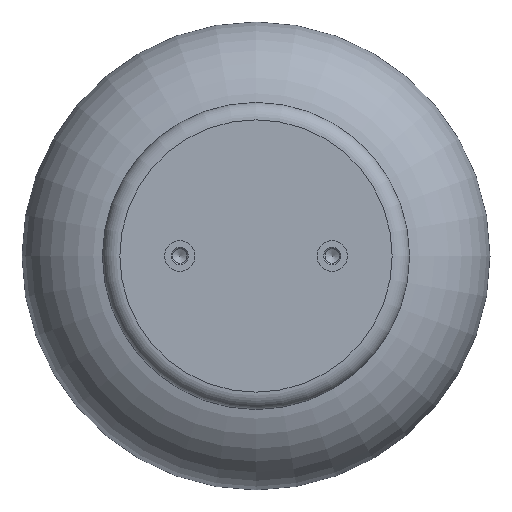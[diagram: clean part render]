
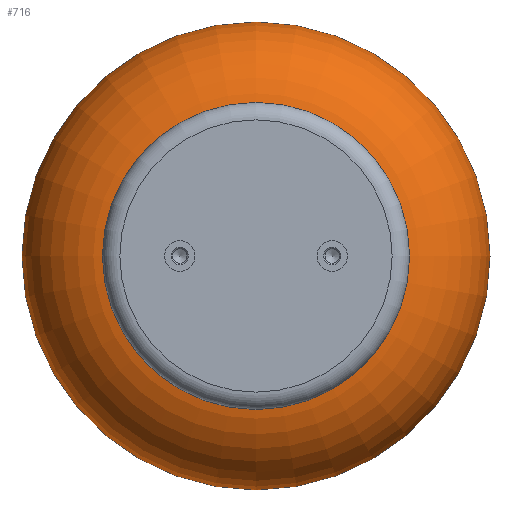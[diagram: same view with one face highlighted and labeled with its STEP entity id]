
A CAD part, front view. The second image highlights one B-rep face of the part: STEP entity #716.
In plain terms, the highlighted toroidal (fillet/blend) face has major radius 61 mm and minor radius 46.5 mm.
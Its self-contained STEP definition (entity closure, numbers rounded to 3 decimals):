
#48=TOROIDAL_SURFACE('',#775,61.,46.5);
#74=ORIENTED_EDGE('',*,*,#141,.T.);
#75=ORIENTED_EDGE('',*,*,#142,.F.);
#141=EDGE_CURVE('',#180,#180,#223,.T.);
#142=EDGE_CURVE('',#181,#181,#224,.T.);
#180=VERTEX_POINT('',#1028);
#181=VERTEX_POINT('',#1031);
#223=CIRCLE('',#774,61.);
#224=CIRCLE('',#776,61.);
#273=EDGE_LOOP('',(#74));
#274=EDGE_LOOP('',(#75));
#351=FACE_BOUND('',#273,.T.);
#352=FACE_BOUND('',#274,.T.);
#716=ADVANCED_FACE('',(#351,#352),#48,.T.);
#774=AXIS2_PLACEMENT_3D('',#1027,#879,#880);
#775=AXIS2_PLACEMENT_3D('',#1029,#881,#882);
#776=AXIS2_PLACEMENT_3D('',#1030,#883,#884);
#879=DIRECTION('',(0.,-1.,0.));
#880=DIRECTION('',(0.,0.,-1.));
#881=DIRECTION('',(0.,-1.,0.));
#882=DIRECTION('',(0.,0.,-1.));
#883=DIRECTION('',(0.,-1.,0.));
#884=DIRECTION('',(0.,0.,-1.));
#1027=CARTESIAN_POINT('',(0.,109.,0.));
#1028=CARTESIAN_POINT('',(0.,109.,-61.));
#1029=CARTESIAN_POINT('',(0.,62.5,0.));
#1030=CARTESIAN_POINT('',(0.,16.,0.));
#1031=CARTESIAN_POINT('',(0.,16.,-61.));
